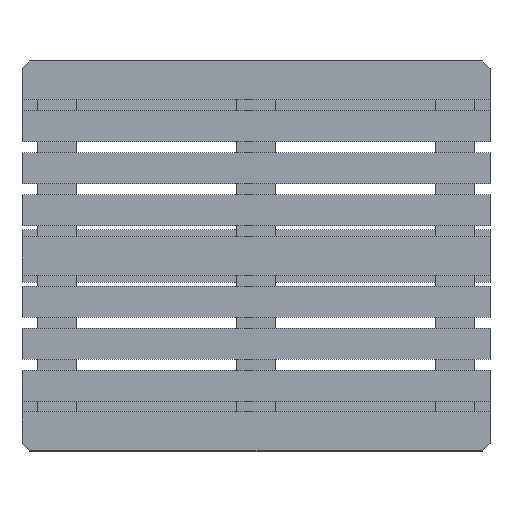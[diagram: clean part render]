
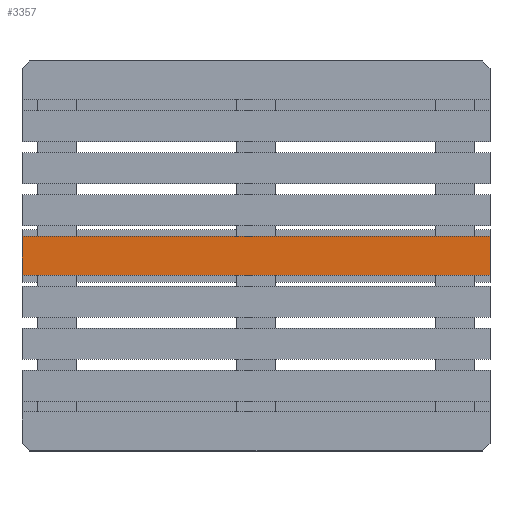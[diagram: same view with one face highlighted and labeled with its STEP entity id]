
A CAD part, top view. The second image highlights one B-rep face of the part: STEP entity #3357.
In plain terms, the highlighted free-form (B-spline) face has degree [1, 1] with [2, 2] control points.
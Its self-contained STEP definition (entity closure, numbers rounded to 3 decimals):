
#3247 = VERTEX_POINT('',#3248);
#3248 = CARTESIAN_POINT('',(0.,471.26,0.));
#3253 = EDGE_CURVE('',#3254,#3247,#3256,.T.);
#3254 = VERTEX_POINT('',#3255);
#3255 = CARTESIAN_POINT('',(0.,575.985,0.));
#3256 = B_SPLINE_CURVE_WITH_KNOTS('',1,(#3257,#3258),.UNSPECIFIED.,.F.,
  .F.,(2,2),(2500.,2600.),.PIECEWISE_BEZIER_KNOTS.);
#3257 = CARTESIAN_POINT('',(0.,575.985,0.));
#3258 = CARTESIAN_POINT('',(0.,471.26,0.));
#3281 = VERTEX_POINT('',#3282);
#3282 = CARTESIAN_POINT('',(1256.695,471.26,0.));
#3287 = EDGE_CURVE('',#3247,#3281,#3288,.T.);
#3288 = B_SPLINE_CURVE_WITH_KNOTS('',1,(#3289,#3290),.UNSPECIFIED.,.F.,
  .F.,(2,2),(2600.,3800.),.PIECEWISE_BEZIER_KNOTS.);
#3289 = CARTESIAN_POINT('',(0.,471.26,0.));
#3290 = CARTESIAN_POINT('',(1256.695,471.26,0.));
#3309 = VERTEX_POINT('',#3310);
#3310 = CARTESIAN_POINT('',(1256.695,575.985,0.));
#3315 = EDGE_CURVE('',#3281,#3309,#3316,.T.);
#3316 = B_SPLINE_CURVE_WITH_KNOTS('',1,(#3317,#3318),.UNSPECIFIED.,.F.,
  .F.,(2,2),(3800.,3900.),.PIECEWISE_BEZIER_KNOTS.);
#3317 = CARTESIAN_POINT('',(1256.695,471.26,0.));
#3318 = CARTESIAN_POINT('',(1256.695,575.985,0.));
#3335 = EDGE_CURVE('',#3309,#3254,#3336,.T.);
#3336 = B_SPLINE_CURVE_WITH_KNOTS('',1,(#3337,#3338),.UNSPECIFIED.,.F.,
  .F.,(2,2),(3900.,5100.),.PIECEWISE_BEZIER_KNOTS.);
#3337 = CARTESIAN_POINT('',(1256.695,575.985,0.));
#3338 = CARTESIAN_POINT('',(0.,575.985,0.));
#3357 = ADVANCED_FACE('',(#3358),#3364,.T.);
#3358 = FACE_BOUND('',#3359,.T.);
#3359 = EDGE_LOOP('',(#3360,#3361,#3362,#3363));
#3360 = ORIENTED_EDGE('',*,*,#3253,.T.);
#3361 = ORIENTED_EDGE('',*,*,#3287,.T.);
#3362 = ORIENTED_EDGE('',*,*,#3315,.T.);
#3363 = ORIENTED_EDGE('',*,*,#3335,.T.);
#3364 = B_SPLINE_SURFACE_WITH_KNOTS('',1,1,(
    (#3365,#3366)
    ,(#3367,#3368
    )),.UNSPECIFIED.,.F.,.F.,.F.,(2,2),(2,2),(0.,1200.),(0.,100.),
  .PIECEWISE_BEZIER_KNOTS.);
#3365 = CARTESIAN_POINT('',(0.,471.26,0.));
#3366 = CARTESIAN_POINT('',(0.,575.985,0.));
#3367 = CARTESIAN_POINT('',(1256.695,471.26,0.));
#3368 = CARTESIAN_POINT('',(1256.695,575.985,0.));
